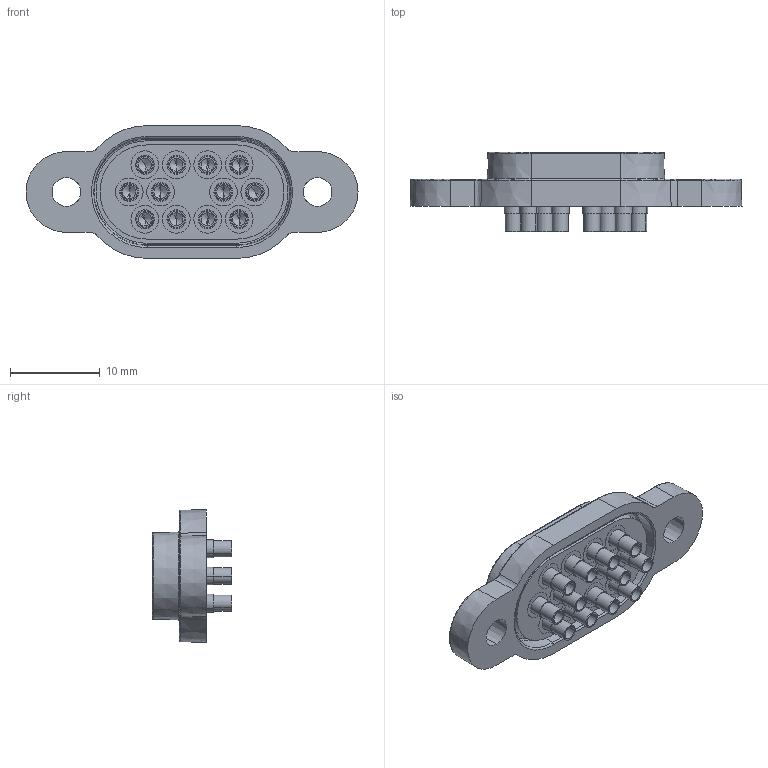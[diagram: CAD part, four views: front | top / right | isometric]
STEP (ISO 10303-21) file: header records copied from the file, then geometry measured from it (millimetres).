
FILE_DESCRIPTION (( 'STEP AP214' ), '1' );
FILE_NAME ('UEBK-30395.STEP', '2023-03-31T18:25:19', ( '' ), ( '' ), 'SwSTEP 2.0', 'SolidWorks 2022', '' );
FILE_SCHEMA (( 'AUTOMOTIVE_DESIGN' ));
Length unit declared in the file: millimetre
Products named in the file (1): UEBK-30395
Bounding box: 37 x 8.85 x 14.8 mm (x, y, z)
Volume: 1541.6 mm3; surface area: 2880.5 mm2
Topology: 14 solids, 14 shells, 584 faces, 1280 edges, 774 vertices
Faces by surface type: cylinder 256, cone 156, plane 102, bspline 70
Entity records: 23599 total; most frequent: CARTESIAN_POINT 3987, DIRECTION 2986, ORIENTED_EDGE 2512, AXIS2_PLACEMENT_3D 1269, EDGE_CURVE 1256, VERTEX_POINT 774, CIRCLE 754, EDGE_LOOP 710
